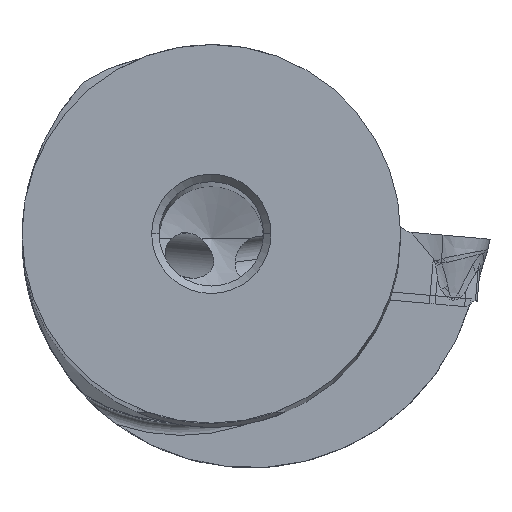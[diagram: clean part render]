
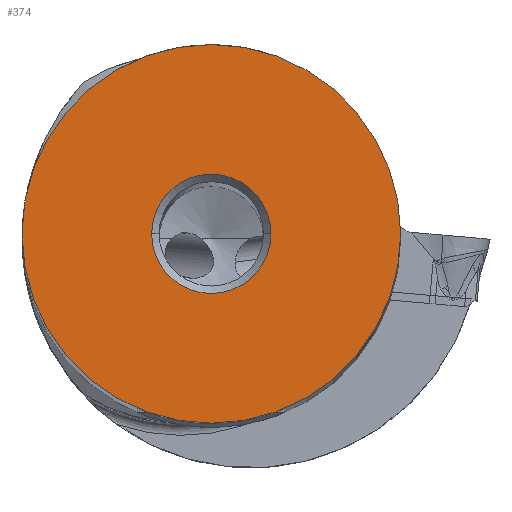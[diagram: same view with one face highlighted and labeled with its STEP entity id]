
A CAD part, top view. The second image highlights one B-rep face of the part: STEP entity #374.
In plain terms, the highlighted planar face has unit normal (0, 0, 1).
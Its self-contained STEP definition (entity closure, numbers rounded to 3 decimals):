
#41=FACE_BOUND('',#809,.T.);
#42=FACE_BOUND('',#810,.T.);
#114=PLANE('',#4043);
#374=ADVANCED_FACE('',(#41,#42),#114,.F.);
#809=EDGE_LOOP('',(#1684,#1685));
#810=EDGE_LOOP('',(#1686,#1687));
#1684=ORIENTED_EDGE('',*,*,#2831,.T.);
#1685=ORIENTED_EDGE('',*,*,#2825,.T.);
#1686=ORIENTED_EDGE('',*,*,#2832,.T.);
#1687=ORIENTED_EDGE('',*,*,#2833,.T.);
#2304=VERTEX_POINT('',#11758);
#2305=VERTEX_POINT('',#11760);
#2311=VERTEX_POINT('',#11775);
#2312=VERTEX_POINT('',#11776);
#2825=EDGE_CURVE('',#2304,#2305,#3358,.T.);
#2831=EDGE_CURVE('',#2305,#2304,#3359,.T.);
#2832=EDGE_CURVE('',#2311,#2312,#3360,.T.);
#2833=EDGE_CURVE('',#2312,#2311,#3361,.T.);
#3358=CIRCLE('',#4035,12.7);
#3359=CIRCLE('',#4040,12.7);
#3360=CIRCLE('',#4041,4.);
#3361=CIRCLE('',#4042,4.);
#4035=AXIS2_PLACEMENT_3D('',#11761,#4601,#4602);
#4040=AXIS2_PLACEMENT_3D('',#11773,#4613,#4614);
#4041=AXIS2_PLACEMENT_3D('',#11774,#4615,#4616);
#4042=AXIS2_PLACEMENT_3D('',#11777,#4617,#4618);
#4043=AXIS2_PLACEMENT_3D('',#11778,#4619,#4620);
#4601=DIRECTION('',(0.,0.,1.));
#4602=DIRECTION('',(-1.,0.,0.));
#4613=DIRECTION('',(0.,0.,1.));
#4614=DIRECTION('',(1.,0.,0.));
#4615=DIRECTION('',(0.,0.,-1.));
#4616=DIRECTION('',(1.,0.,0.));
#4617=DIRECTION('',(0.,0.,-1.));
#4618=DIRECTION('',(-1.,0.,0.));
#4619=DIRECTION('',(0.,0.,-1.));
#4620=DIRECTION('',(1.,0.,0.));
#11758=CARTESIAN_POINT('',(-12.7,0.,0.));
#11760=CARTESIAN_POINT('',(12.7,0.,0.));
#11761=CARTESIAN_POINT('',(0.,0.,0.));
#11773=CARTESIAN_POINT('',(0.,0.,0.));
#11774=CARTESIAN_POINT('',(0.,0.,0.));
#11775=CARTESIAN_POINT('',(4.,0.,0.));
#11776=CARTESIAN_POINT('',(-4.,0.,0.));
#11777=CARTESIAN_POINT('',(0.,0.,0.));
#11778=CARTESIAN_POINT('',(0.,0.,0.));
